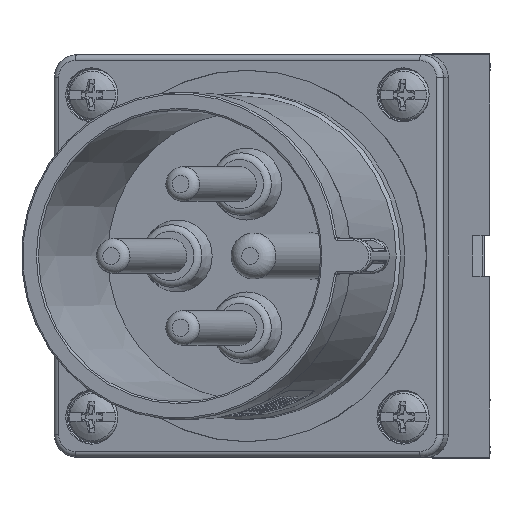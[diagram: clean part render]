
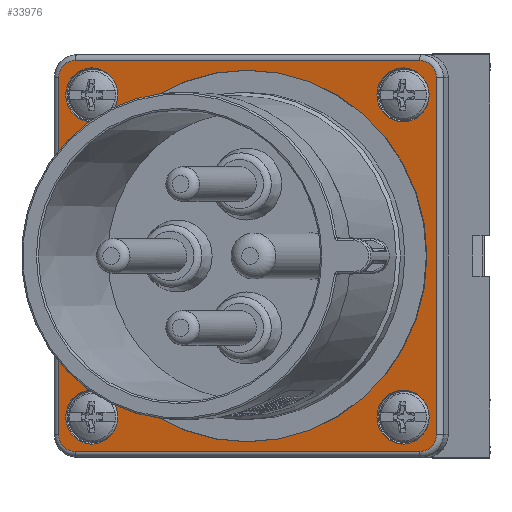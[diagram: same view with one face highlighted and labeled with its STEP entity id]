
A CAD part, left-side view. The second image highlights one B-rep face of the part: STEP entity #33976.
In plain terms, the highlighted planar face has unit normal (-0.966, 0.259, 0).
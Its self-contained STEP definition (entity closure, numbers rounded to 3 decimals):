
#69 = AXIS2_PLACEMENT_3D ( 'NONE', #41537, #19360, #45241 ) ;
#210 = CIRCLE ( 'NONE', #22553, 3. ) ;
#806 = EDGE_LOOP ( 'NONE', ( #16150 ) ) ;
#1102 = EDGE_CURVE ( 'NONE', #37850, #13859, #210, .T. ) ;
#1216 = EDGE_CURVE ( 'NONE', #36425, #15255, #6667, .T. ) ;
#1405 = CIRCLE ( 'NONE', #30414, 4.7 ) ;
#1841 = DIRECTION ( 'NONE',  ( -0.259, -0.966, 0. ) ) ;
#1887 = DIRECTION ( 'NONE',  ( -0.966, 0.259, 0. ) ) ;
#1906 = CARTESIAN_POINT ( 'NONE',  ( -27.19, 34.723, 31. ) ) ;
#1988 = CARTESIAN_POINT ( 'NONE',  ( -29.183, 27.286, 28. ) ) ;
#2351 = FACE_BOUND ( 'NONE', #9627, .T. ) ;
#2921 = DIRECTION ( 'NONE',  ( 0.966, -0.259, 0. ) ) ;
#3281 = VECTOR ( 'NONE', #45078, 1000. ) ;
#3659 = EDGE_CURVE ( 'NONE', #15255, #37850, #24407, .T. ) ;
#3797 = CARTESIAN_POINT ( 'NONE',  ( -44.013, -28.062, -31. ) ) ;
#3885 = CARTESIAN_POINT ( 'NONE',  ( -44.013, -28.062, 31. ) ) ;
#4843 = AXIS2_PLACEMENT_3D ( 'NONE', #25451, #2921, #29140 ) ;
#4851 = EDGE_CURVE ( 'NONE', #16785, #39784, #14283, .T. ) ;
#5027 = CIRCLE ( 'NONE', #4843, 4.7 ) ;
#5463 = DIRECTION ( 'NONE',  ( 0.966, -0.259, 0. ) ) ;
#6659 = ORIENTED_EDGE ( 'NONE', *, *, #38909, .T. ) ;
#6667 = CIRCLE ( 'NONE', #47315, 3. ) ;
#7740 = VERTEX_POINT ( 'NONE', #9479 ) ;
#8009 = DIRECTION ( 'NONE',  ( -0.966, 0.259, 0. ) ) ;
#8487 = CARTESIAN_POINT ( 'NONE',  ( -26.413, 37.621, -31. ) ) ;
#8502 = DIRECTION ( 'NONE',  ( -0.966, 0.259, 0. ) ) ;
#8659 = VERTEX_POINT ( 'NONE', #36201 ) ;
#9036 = CIRCLE ( 'NONE', #17413, 32.3 ) ;
#9167 = LINE ( 'NONE', #8487, #18016 ) ;
#9316 = CARTESIAN_POINT ( 'NONE',  ( -41.244, -17.727, -28. ) ) ;
#9479 = CARTESIAN_POINT ( 'NONE',  ( -43.573, -26.42, 0. ) ) ;
#9627 = EDGE_LOOP ( 'NONE', ( #43212 ) ) ;
#10123 = VERTEX_POINT ( 'NONE', #39192 ) ;
#11106 = FACE_BOUND ( 'NONE', #35954, .T. ) ;
#11801 = ORIENTED_EDGE ( 'NONE', *, *, #16745, .T. ) ;
#13394 = ORIENTED_EDGE ( 'NONE', *, *, #1102, .T. ) ;
#13859 = VERTEX_POINT ( 'NONE', #31912 ) ;
#14283 = LINE ( 'NONE', #34364, #33016 ) ;
#14381 = CARTESIAN_POINT ( 'NONE',  ( -27.19, 34.723, -34. ) ) ;
#14396 = CIRCLE ( 'NONE', #69, 4.7 ) ;
#14452 = CARTESIAN_POINT ( 'NONE',  ( -42.46, -22.266, 28. ) ) ;
#14529 = ORIENTED_EDGE ( 'NONE', *, *, #15532, .T. ) ;
#15031 = CARTESIAN_POINT ( 'NONE',  ( -27.19, 34.723, -31. ) ) ;
#15064 = PLANE ( 'NONE',  #16705 ) ;
#15255 = VERTEX_POINT ( 'NONE', #16988 ) ;
#15532 = EDGE_CURVE ( 'NONE', #13859, #8659, #9167, .T. ) ;
#15937 = ORIENTED_EDGE ( 'NONE', *, *, #43717, .T. ) ;
#16150 = ORIENTED_EDGE ( 'NONE', *, *, #37379, .T. ) ;
#16705 = AXIS2_PLACEMENT_3D ( 'NONE', #29814, #41046, #18836 ) ;
#16745 = EDGE_CURVE ( 'NONE', #37075, #37075, #5027, .T. ) ;
#16785 = VERTEX_POINT ( 'NONE', #14381 ) ;
#16952 = ORIENTED_EDGE ( 'NONE', *, *, #3659, .T. ) ;
#16988 = CARTESIAN_POINT ( 'NONE',  ( -43.237, -25.164, 34. ) ) ;
#17413 = AXIS2_PLACEMENT_3D ( 'NONE', #30539, #8009, #34241 ) ;
#18016 = VECTOR ( 'NONE', #27132, 1000. ) ;
#18222 = DIRECTION ( 'NONE',  ( 0., 0., -1. ) ) ;
#18810 = DIRECTION ( 'NONE',  ( -0.259, -0.966, 0. ) ) ;
#18836 = DIRECTION ( 'NONE',  ( -0.259, -0.966, 0. ) ) ;
#19195 = CARTESIAN_POINT ( 'NONE',  ( -44.013, -28.062, -31. ) ) ;
#19360 = DIRECTION ( 'NONE',  ( 0.966, -0.259, 0. ) ) ;
#19555 = CARTESIAN_POINT ( 'NONE',  ( -27.19, 34.723, 34. ) ) ;
#19611 = VERTEX_POINT ( 'NONE', #3797 ) ;
#21198 = FACE_BOUND ( 'NONE', #806, .T. ) ;
#22553 = AXIS2_PLACEMENT_3D ( 'NONE', #1906, #1887, #1841 ) ;
#22565 = ORIENTED_EDGE ( 'NONE', *, *, #39834, .T. ) ;
#23201 = CARTESIAN_POINT ( 'NONE',  ( -43.237, -25.164, 31. ) ) ;
#23236 = DIRECTION ( 'NONE',  ( -0.966, 0.259, 0. ) ) ;
#23246 = DIRECTION ( 'NONE',  ( -0.259, -0.966, 0. ) ) ;
#23509 = FACE_BOUND ( 'NONE', #41680, .T. ) ;
#24407 = LINE ( 'NONE', #28262, #42818 ) ;
#24940 = CARTESIAN_POINT ( 'NONE',  ( -43.237, -25.164, -34. ) ) ;
#25451 = CARTESIAN_POINT ( 'NONE',  ( -27.966, 31.825, -28. ) ) ;
#26773 = EDGE_LOOP ( 'NONE', ( #6659 ) ) ;
#27132 = DIRECTION ( 'NONE',  ( 0., 0., -1. ) ) ;
#27765 = CARTESIAN_POINT ( 'NONE',  ( -27.966, 31.825, -23.3 ) ) ;
#27974 = CARTESIAN_POINT ( 'NONE',  ( -42.46, -22.266, -28. ) ) ;
#28262 = CARTESIAN_POINT ( 'NONE',  ( -27.19, 34.723, 34. ) ) ;
#28421 = EDGE_CURVE ( 'NONE', #39784, #19611, #30379, .T. ) ;
#28515 = DIRECTION ( 'NONE',  ( 0.259, 0.966, 0. ) ) ;
#29140 = DIRECTION ( 'NONE',  ( 0., 0., 1. ) ) ;
#29814 = CARTESIAN_POINT ( 'NONE',  ( -27.19, 34.723, -31. ) ) ;
#30209 = ORIENTED_EDGE ( 'NONE', *, *, #46935, .T. ) ;
#30379 = CIRCLE ( 'NONE', #32505, 3. ) ;
#30414 = AXIS2_PLACEMENT_3D ( 'NONE', #14452, #40456, #18222 ) ;
#30539 = CARTESIAN_POINT ( 'NONE',  ( -35.213, 4.779, 0. ) ) ;
#30673 = CIRCLE ( 'NONE', #41501, 3. ) ;
#31020 = CARTESIAN_POINT ( 'NONE',  ( -43.237, -25.164, -31. ) ) ;
#31079 = FACE_OUTER_BOUND ( 'NONE', #31387, .T. ) ;
#31089 = ORIENTED_EDGE ( 'NONE', *, *, #28421, .T. ) ;
#31387 = EDGE_LOOP ( 'NONE', ( #30209, #46657, #16952, #13394, #14529, #22565, #34630, #31089 ) ) ;
#31701 = DIRECTION ( 'NONE',  ( 0.259, 0.966, 0. ) ) ;
#31912 = CARTESIAN_POINT ( 'NONE',  ( -26.413, 37.621, 31. ) ) ;
#32505 = AXIS2_PLACEMENT_3D ( 'NONE', #31020, #8502, #34726 ) ;
#33016 = VECTOR ( 'NONE', #33983, 1000. ) ;
#33472 = AXIS2_PLACEMENT_3D ( 'NONE', #27974, #5463, #31701 ) ;
#33976 = ADVANCED_FACE ( 'NONE', ( #23509, #31079, #2351, #40825, #21198, #11106 ), #15064, .T. ) ;
#33983 = DIRECTION ( 'NONE',  ( -0.259, -0.966, 0. ) ) ;
#34241 = DIRECTION ( 'NONE',  ( -0.259, -0.966, 0. ) ) ;
#34364 = CARTESIAN_POINT ( 'NONE',  ( -27.19, 34.723, -34. ) ) ;
#34630 = ORIENTED_EDGE ( 'NONE', *, *, #4851, .T. ) ;
#34726 = DIRECTION ( 'NONE',  ( -0.259, -0.966, 0. ) ) ;
#35954 = EDGE_LOOP ( 'NONE', ( #11801 ) ) ;
#36201 = CARTESIAN_POINT ( 'NONE',  ( -26.413, 37.621, -31. ) ) ;
#36425 = VERTEX_POINT ( 'NONE', #3885 ) ;
#37075 = VERTEX_POINT ( 'NONE', #27765 ) ;
#37379 = EDGE_CURVE ( 'NONE', #39903, #39903, #44618, .T. ) ;
#37850 = VERTEX_POINT ( 'NONE', #19555 ) ;
#38909 = EDGE_CURVE ( 'NONE', #10123, #10123, #1405, .T. ) ;
#39192 = CARTESIAN_POINT ( 'NONE',  ( -42.46, -22.266, 23.3 ) ) ;
#39784 = VERTEX_POINT ( 'NONE', #24940 ) ;
#39834 = EDGE_CURVE ( 'NONE', #8659, #16785, #30673, .T. ) ;
#39903 = VERTEX_POINT ( 'NONE', #9316 ) ;
#40456 = DIRECTION ( 'NONE',  ( 0.966, -0.259, 0. ) ) ;
#40825 = FACE_BOUND ( 'NONE', #26773, .T. ) ;
#41011 = DIRECTION ( 'NONE',  ( -0.966, 0.259, 0. ) ) ;
#41046 = DIRECTION ( 'NONE',  ( -0.966, 0.259, 0. ) ) ;
#41501 = AXIS2_PLACEMENT_3D ( 'NONE', #15031, #41011, #18810 ) ;
#41537 = CARTESIAN_POINT ( 'NONE',  ( -27.966, 31.825, 28. ) ) ;
#41680 = EDGE_LOOP ( 'NONE', ( #15937 ) ) ;
#42818 = VECTOR ( 'NONE', #28515, 1000. ) ;
#42877 = LINE ( 'NONE', #19195, #3281 ) ;
#43212 = ORIENTED_EDGE ( 'NONE', *, *, #47551, .F. ) ;
#43717 = EDGE_CURVE ( 'NONE', #47390, #47390, #14396, .T. ) ;
#44618 = CIRCLE ( 'NONE', #33472, 4.7 ) ;
#45078 = DIRECTION ( 'NONE',  ( 0., 0., 1. ) ) ;
#45241 = DIRECTION ( 'NONE',  ( -0.259, -0.966, 0. ) ) ;
#46657 = ORIENTED_EDGE ( 'NONE', *, *, #1216, .T. ) ;
#46935 = EDGE_CURVE ( 'NONE', #19611, #36425, #42877, .T. ) ;
#47315 = AXIS2_PLACEMENT_3D ( 'NONE', #23201, #23236, #23246 ) ;
#47390 = VERTEX_POINT ( 'NONE', #1988 ) ;
#47551 = EDGE_CURVE ( 'NONE', #7740, #7740, #9036, .T. ) ;
